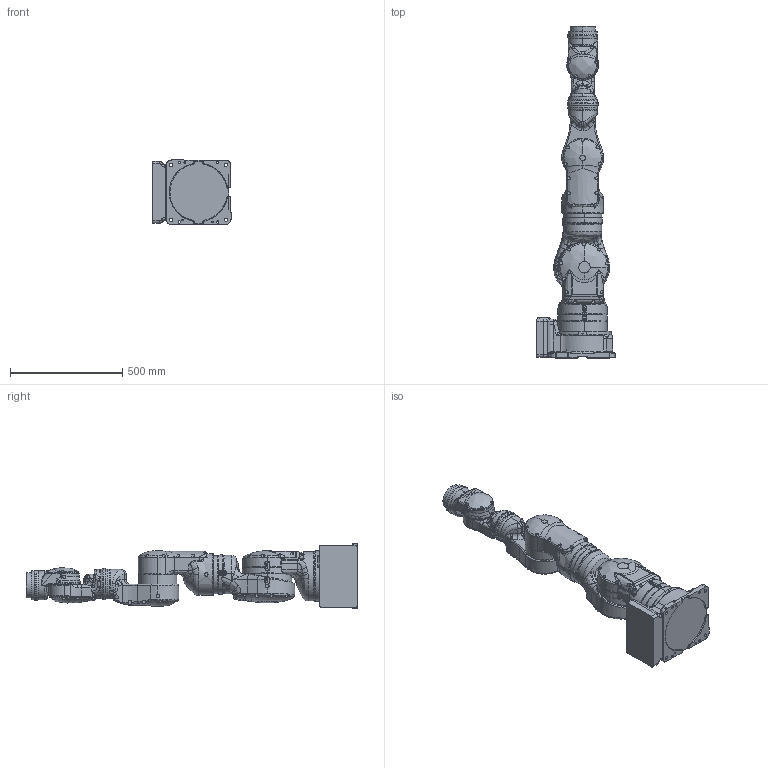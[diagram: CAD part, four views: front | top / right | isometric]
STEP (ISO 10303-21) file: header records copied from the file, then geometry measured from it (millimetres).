
FILE_DESCRIPTION(('FreeCAD Model'),'2;1');
FILE_NAME('Open CASCADE Shape Model','2025-05-02T09:13:05',('FreeCAD'),( 'FreeCAD'),'Open CASCADE STEP processor 7.6','FreeCAD','Unknown');
FILE_SCHEMA(('AUTOMOTIVE_DESIGN { 1 0 10303 214 1 1 1 1 }'));
Products named in the file (1): Open CASCADE STEP translator 7.6 1
Bounding box: 349.93 x 1480.47 x 288.72 mm (x, y, z)
Volume: 45726028.7 mm3; surface area: 1739407.6 mm2
Topology: 7 solids, 7 shells, 1820 faces, 4628 edges, 2852 vertices
Faces by surface type: bspline 1820
Entity records: 114282 total; most frequent: CARTESIAN_POINT 88283, ORIENTED_EDGE 9254, EDGE_CURVE 4627, B_SPLINE_CURVE_WITH_KNOTS 3181, VERTEX_POINT 2852, FACE_BOUND 1875, EDGE_LOOP 1875, ADVANCED_FACE 1820
